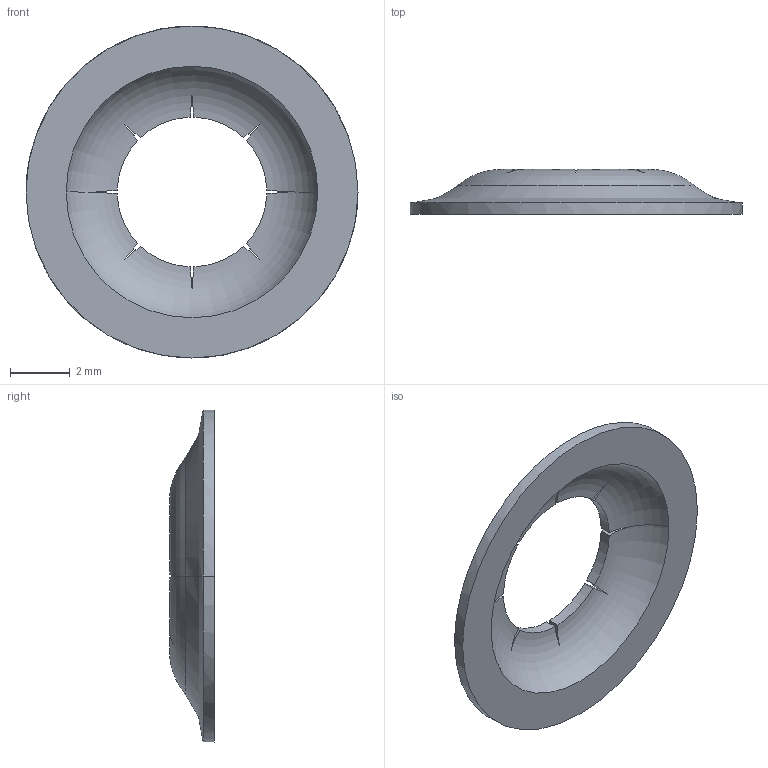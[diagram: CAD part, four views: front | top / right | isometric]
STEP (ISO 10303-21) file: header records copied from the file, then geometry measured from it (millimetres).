
FILE_DESCRIPTION (( 'STEP AP214' ), '1' );
FILE_NAME ('am-1438 NR D.shaft Retaining ring 96415A126 REV2.STEP', '2018-06-26T12:54:50', ( '' ), ( '' ), 'SwSTEP 2.0', 'SolidWorks 2017', '' );
FILE_SCHEMA (( 'AUTOMOTIVE_DESIGN' ));
Length unit declared in the file: millimetre
Products named in the file (1): am-1438 NR D.shaft Retaining ring 96415A126 REV2
Bounding box: 11.1 x 1.5 x 11.1 mm (x, y, z)
Volume: 37.2 mm3; surface area: 194.7 mm2
Topology: 1 solids, 1 shells, 33 faces, 88 edges, 56 vertices
Faces by surface type: plane 17, cylinder 10, torus 4, bspline 2
Entity records: 1344 total; most frequent: CARTESIAN_POINT 548, ORIENTED_EDGE 176, DIRECTION 138, EDGE_CURVE 88, VERTEX_POINT 56, AXIS2_PLACEMENT_3D 56, B_SPLINE_CURVE_WITH_KNOTS 36, EDGE_LOOP 34
